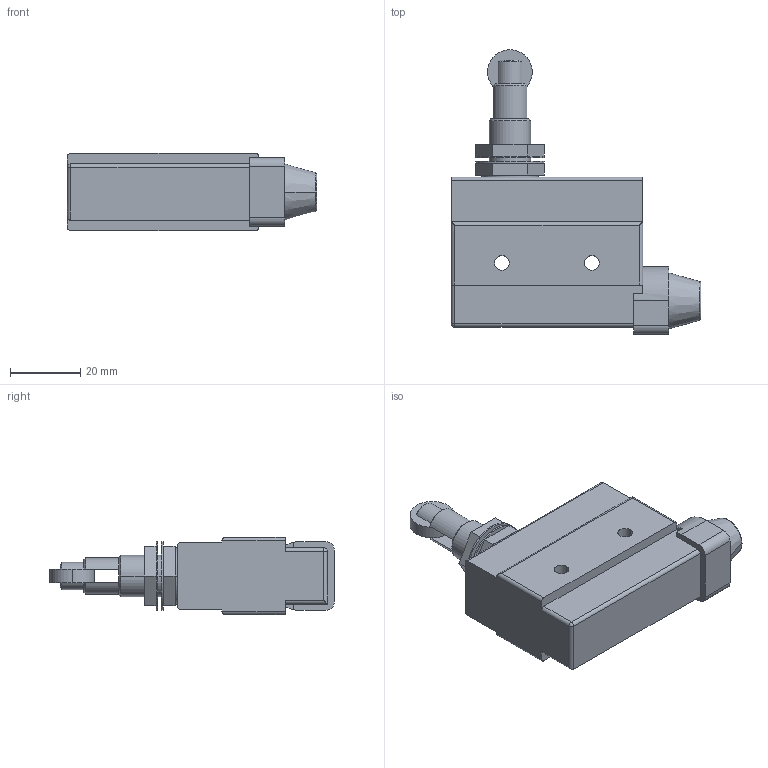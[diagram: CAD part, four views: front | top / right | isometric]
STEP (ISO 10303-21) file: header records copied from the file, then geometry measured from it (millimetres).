
FILE_DESCRIPTION((''),'2;1');
FILE_NAME('Z7-311','2023-10-10T',('Administrator'),('zyb.com'),'PRO/ENGINEER BY PARAMETRIC TECHNOLOGY CORPORATION, 2010280','PRO/ENGINEER BY PARAMETRIC TECHNOLOGY CORPORATION, 2010280','');
FILE_SCHEMA(('CONFIG_CONTROL_DESIGN'));
Length unit declared in the file: millimetre
Products named in the file (1): Z7-311
Bounding box: 71 x 81 x 22 mm (x, y, z)
Volume: 52504.5 mm3; surface area: 12409.6 mm2
Topology: 2 solids, 2 shells, 119 faces, 283 edges, 176 vertices
Faces by surface type: plane 73, cylinder 35, cone 8, torus 2, sphere 1
Entity records: 3523 total; most frequent: CARTESIAN_POINT 668, DIRECTION 610, ORIENTED_EDGE 566, EDGE_CURVE 283, AXIS2_PLACEMENT_3D 221, VERTEX_POINT 176, VECTOR 168, LINE 168
